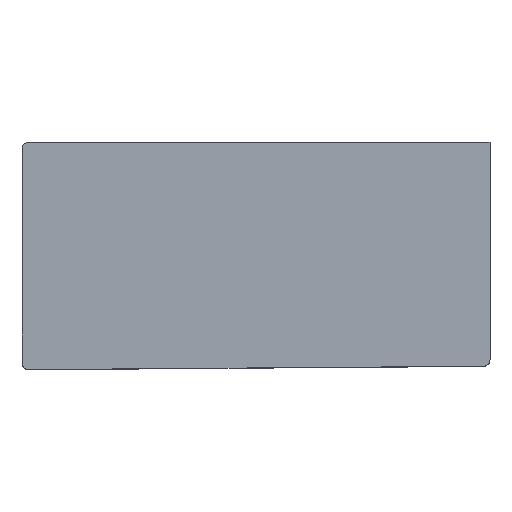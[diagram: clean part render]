
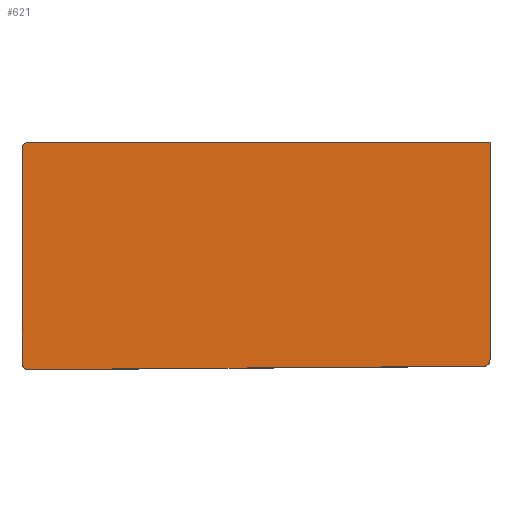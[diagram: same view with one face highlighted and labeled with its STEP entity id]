
A CAD part, top view. The second image highlights one B-rep face of the part: STEP entity #621.
In plain terms, the highlighted planar face has unit normal (0, 0, 1).
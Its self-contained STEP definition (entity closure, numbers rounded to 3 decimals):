
#45=PLANE('',#678);
#83=FACE_OUTER_BOUND('',#121,.T.);
#121=EDGE_LOOP('',(#512,#513,#514,#515,#516,#517,#518));
#187=LINE('',#987,#256);
#188=LINE('',#989,#257);
#189=LINE('',#993,#258);
#190=LINE('',#997,#259);
#256=VECTOR('',#808,10.);
#257=VECTOR('',#809,10.);
#258=VECTOR('',#812,10.);
#259=VECTOR('',#815,10.);
#287=CIRCLE('',#679,1.);
#288=CIRCLE('',#680,1.);
#289=CIRCLE('',#681,1.);
#331=VERTEX_POINT('',#985);
#332=VERTEX_POINT('',#986);
#333=VERTEX_POINT('',#988);
#334=VERTEX_POINT('',#990);
#335=VERTEX_POINT('',#992);
#336=VERTEX_POINT('',#994);
#337=VERTEX_POINT('',#996);
#403=EDGE_CURVE('',#331,#332,#187,.T.);
#404=EDGE_CURVE('',#332,#333,#188,.T.);
#405=EDGE_CURVE('',#333,#334,#287,.T.);
#406=EDGE_CURVE('',#334,#335,#189,.T.);
#407=EDGE_CURVE('',#335,#336,#288,.T.);
#408=EDGE_CURVE('',#336,#337,#190,.T.);
#409=EDGE_CURVE('',#337,#331,#289,.T.);
#512=ORIENTED_EDGE('',*,*,#403,.T.);
#513=ORIENTED_EDGE('',*,*,#404,.T.);
#514=ORIENTED_EDGE('',*,*,#405,.T.);
#515=ORIENTED_EDGE('',*,*,#406,.T.);
#516=ORIENTED_EDGE('',*,*,#407,.T.);
#517=ORIENTED_EDGE('',*,*,#408,.T.);
#518=ORIENTED_EDGE('',*,*,#409,.T.);
#621=ADVANCED_FACE('',(#83),#45,.T.);
#678=AXIS2_PLACEMENT_3D('',#984,#806,#807);
#679=AXIS2_PLACEMENT_3D('',#991,#810,#811);
#680=AXIS2_PLACEMENT_3D('',#995,#813,#814);
#681=AXIS2_PLACEMENT_3D('',#998,#816,#817);
#806=DIRECTION('center_axis',(0.,0.,1.));
#807=DIRECTION('ref_axis',(1.,0.,0.));
#808=DIRECTION('',(0.,1.,0.));
#809=DIRECTION('',(-1.,0.,0.));
#810=DIRECTION('center_axis',(0.,0.,1.));
#811=DIRECTION('ref_axis',(0.,1.,0.));
#812=DIRECTION('',(0.,-1.,0.));
#813=DIRECTION('center_axis',(0.,0.,1.));
#814=DIRECTION('ref_axis',(-1.,0.,0.));
#815=DIRECTION('',(1.,0.007,0.));
#816=DIRECTION('center_axis',(0.,0.,1.));
#817=DIRECTION('ref_axis',(0.007,-1.,0.));
#984=CARTESIAN_POINT('Origin',(0.,0.746,22.074));
#985=CARTESIAN_POINT('',(35.5,-14.993,22.074));
#986=CARTESIAN_POINT('',(35.5,18.,22.074));
#987=CARTESIAN_POINT('',(35.5,-14.993,22.074));
#988=CARTESIAN_POINT('',(-34.5,18.,22.074));
#989=CARTESIAN_POINT('',(35.5,18.,22.074));
#990=CARTESIAN_POINT('',(-35.5,17.,22.074));
#991=CARTESIAN_POINT('Origin',(-34.5,17.,22.074));
#992=CARTESIAN_POINT('',(-35.5,-15.507,22.074));
#993=CARTESIAN_POINT('',(-35.5,17.,22.074));
#994=CARTESIAN_POINT('',(-34.493,-16.507,22.074));
#995=CARTESIAN_POINT('Origin',(-34.5,-15.507,22.074));
#996=CARTESIAN_POINT('',(34.507,-15.993,22.074));
#997=CARTESIAN_POINT('',(-34.493,-16.507,22.074));
#998=CARTESIAN_POINT('Origin',(34.5,-14.993,22.074));
